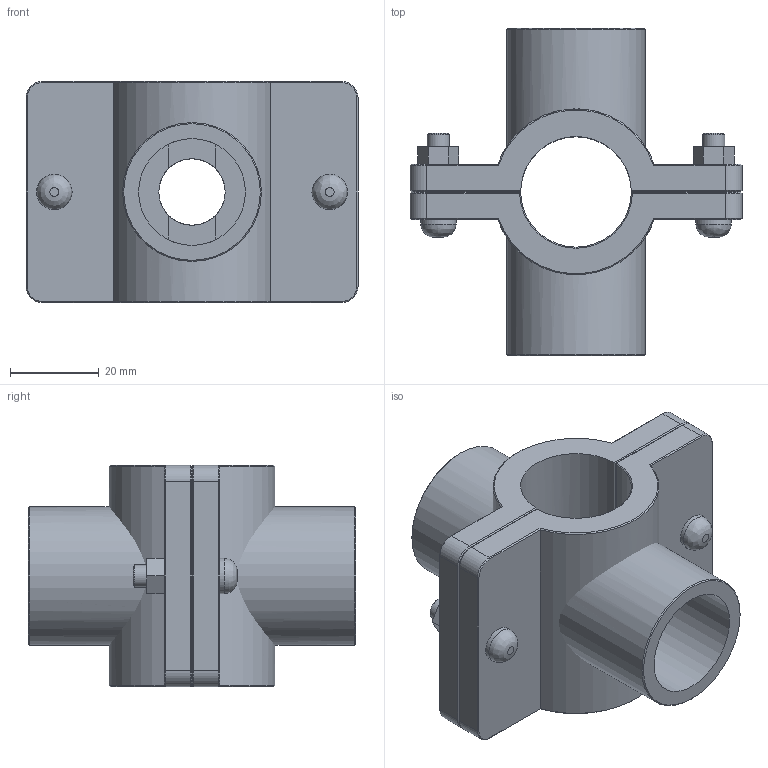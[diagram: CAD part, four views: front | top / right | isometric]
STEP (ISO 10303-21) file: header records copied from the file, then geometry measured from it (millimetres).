
FILE_DESCRIPTION(/* description */ ('PLASSON DOUBLE SADDLE 25-3/4"'),/* implementation_level */ '2;1');
FILE_NAME(/* name */ '161760025007_161860025007.ipt.stp',/* time_stamp */ '2017-06-18T09:26:15+03:00',/* author */ ('KIM'),/* organization */ (''),/* preprocessor_version */ 'ST-DEVELOPER v15.6',/* originating_system */ 'Autodesk Inventor 2015',/* authorisation */ '');
FILE_SCHEMA (('AUTOMOTIVE_DESIGN { 1 0 10303 214 3 1 1 }'));
Length unit declared in the file: millimetre
Products named in the file (1): 161760025007_161860025007
Bounding box: 75 x 74 x 50 mm (x, y, z)
Volume: 74530.6 mm3; surface area: 32984 mm2
Topology: 2 solids, 2 shells, 129 faces, 304 edges, 189 vertices
Faces by surface type: plane 70, cylinder 30, cone 27, bspline 2
Full cylindrical faces by diameter (mm): 5 x2, 8 x4, 15 x4, 24.117 x2, 27 x1, 31.352 x1
Entity records: 3949 total; most frequent: CARTESIAN_POINT 1055, DIRECTION 590, ORIENTED_EDGE 566, EDGE_CURVE 283, AXIS2_PLACEMENT_3D 215, VERTEX_POINT 186, EDGE_LOOP 169, LINE 160
